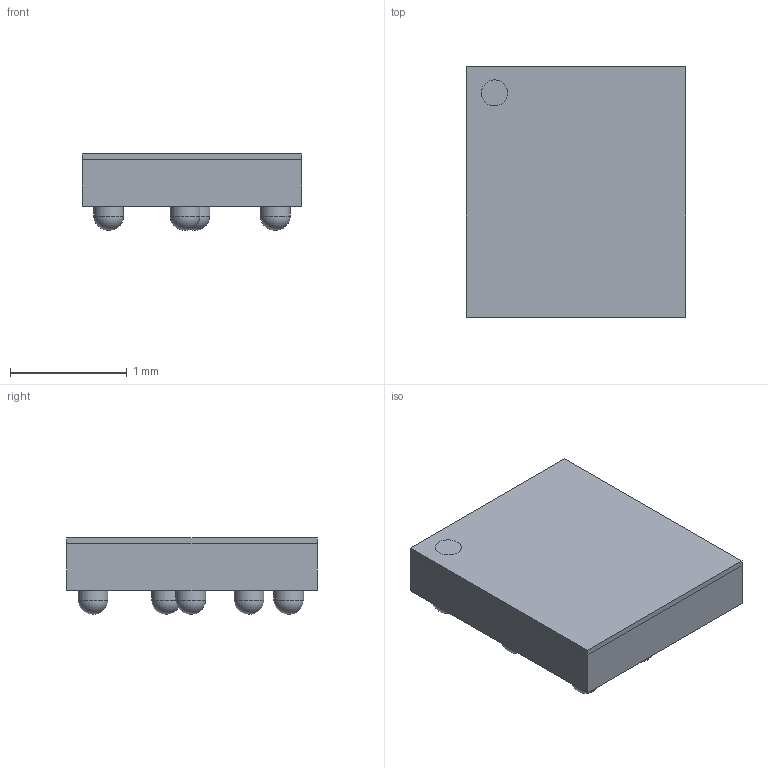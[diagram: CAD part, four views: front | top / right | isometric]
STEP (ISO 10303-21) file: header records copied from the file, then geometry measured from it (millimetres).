
FILE_DESCRIPTION(('HOOPS Exchange Step'),'2;1');
FILE_NAME('temp_export','2023-04-02T23:46:33+08:00',('30abd'),('Shapr3D Limited'),'HOOPS Exchange 2022.2','Shapr3D','Authorized');
FILE_SCHEMA( ('AUTOMOTIVE_DESIGN { 1 0 10303 214 1 1 1 1 }') );
Length unit declared in the file: millimetre
Products named in the file (1): root
Bounding box: 1.88 x 2.15 x 0.66 mm (x, y, z)
Volume: 1.9 mm3; surface area: 21.5 mm2
Topology: 10 solids, 10 shells, 45 faces, 65 edges, 41 vertices
Faces by surface type: plane 29, cylinder 8, torus 8
Full cylindrical faces by diameter (mm): 0.255 x8
Entity records: 1028 total; most frequent: DIRECTION 188, CARTESIAN_POINT 170, ORIENTED_EDGE 130, AXIS2_PLACEMENT_3D 78, EDGE_CURVE 65, EDGE_LOOP 46, FACE_BOUND 46, ADVANCED_FACE 45
